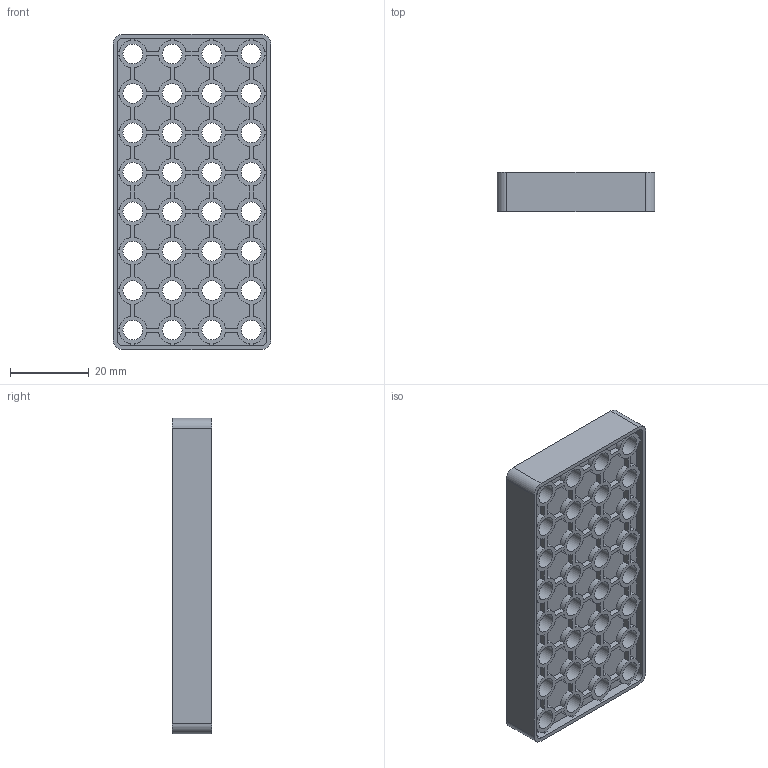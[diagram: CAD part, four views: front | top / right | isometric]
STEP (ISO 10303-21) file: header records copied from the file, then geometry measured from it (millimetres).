
FILE_DESCRIPTION(/* description */ ('Unknown'),/* implementation_level */ '2;1');
FILE_NAME(/* name */ '4x8',/* time_stamp */ '2018-06-25T19:16:36+02:00',/* author */ ('Unknown'),/* organization */ ('Unknown'),/* preprocessor_version */ 'ST-DEVELOPER v16.7',/* originating_system */ 'DEX',/* authorisation */ $);
FILE_SCHEMA (('AUTOMOTIVE_DESIGN {1 0 10303 214 3 1 1}'));
Length unit declared in the file: millimetre
Products named in the file (1): 4x8
Bounding box: 40 x 10 x 80 mm (x, y, z)
Volume: 17245.6 mm3; surface area: 15456.3 mm2
Topology: 1 solids, 1 shells, 710 faces, 1992 edges, 1328 vertices
Faces by surface type: plane 410, cylinder 300
Full cylindrical faces by diameter (mm): 5 x32
Entity records: 22974 total; most frequent: CARTESIAN_POINT 3999, DIRECTION 3982, ORIENTED_EDGE 3920, EDGE_CURVE 1960, LINE 1360, VECTOR 1360, VERTEX_POINT 1328, AXIS2_PLACEMENT_3D 1311
